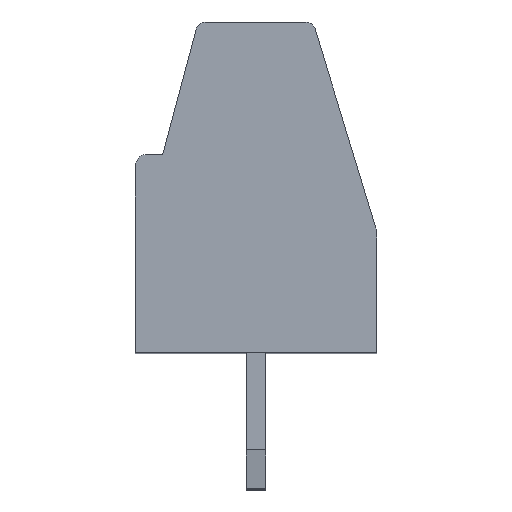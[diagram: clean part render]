
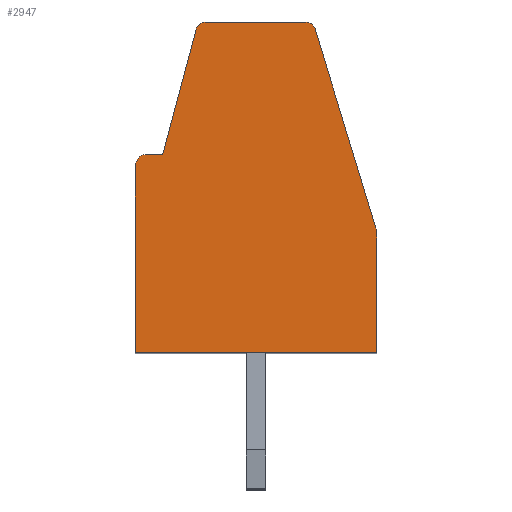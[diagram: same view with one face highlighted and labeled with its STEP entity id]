
A CAD part, top view. The second image highlights one B-rep face of the part: STEP entity #2947.
In plain terms, the highlighted planar face has unit normal (0, 0, 1).
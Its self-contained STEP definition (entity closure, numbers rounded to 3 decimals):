
#14=DIRECTION('',(0.,-1.,0.));
#15=VECTOR('',#14,3.075);
#16=CARTESIAN_POINT('',(3.1,3.075,19.28));
#17=LINE('',#16,#15);
#18=DIRECTION('',(0.,1.,0.));
#19=VECTOR('',#18,4.8);
#20=CARTESIAN_POINT('',(-3.1,0.,19.28));
#21=LINE('',#20,#19);
#22=CARTESIAN_POINT('',(-2.8,4.8,19.28));
#23=DIRECTION('',(0.,0.,-1.));
#24=DIRECTION('',(-1.,0.,0.));
#25=AXIS2_PLACEMENT_3D('',#22,#23,#24);
#27=DIRECTION('',(1.,0.,0.));
#28=VECTOR('',#27,0.4);
#29=CARTESIAN_POINT('',(-2.8,5.1,19.28));
#30=LINE('',#29,#28);
#31=DIRECTION('',(0.259,0.966,0.));
#32=VECTOR('',#31,3.328);
#33=CARTESIAN_POINT('',(-2.4,5.1,19.28));
#34=LINE('',#33,#32);
#35=CARTESIAN_POINT('',(-1.297,8.25,19.28));
#36=DIRECTION('',(0.,0.,-1.));
#37=DIRECTION('',(-0.966,0.259,0.));
#38=AXIS2_PLACEMENT_3D('',#35,#36,#37);
#40=CARTESIAN_POINT('',(1.279,8.25,19.28));
#41=DIRECTION('',(0.,0.,-1.));
#42=DIRECTION('',(-0.001,1.,0.));
#43=AXIS2_PLACEMENT_3D('',#40,#41,#42);
#45=DIRECTION('',(0.292,-0.956,0.));
#46=VECTOR('',#45,5.335);
#47=CARTESIAN_POINT('',(1.518,8.323,19.28));
#48=LINE('',#47,#46);
#49=CARTESIAN_POINT('',(2.6,3.075,19.28));
#50=DIRECTION('',(0.,0.,-1.));
#51=DIRECTION('',(0.956,0.292,0.));
#52=AXIS2_PLACEMENT_3D('',#49,#50,#51);
#80=DIRECTION('',(-1.,0.,0.));
#81=VECTOR('',#80,2.576);
#82=CARTESIAN_POINT('',(1.279,8.5,19.28));
#83=LINE('',#82,#81);
#396=DIRECTION('',(1.,0.,0.));
#397=VECTOR('',#396,6.2);
#398=CARTESIAN_POINT('',(-3.1,0.,19.28));
#399=LINE('',#398,#397);
#2234=CARTESIAN_POINT('',(3.1,3.075,19.28));
#2235=CARTESIAN_POINT('',(3.1,0.,19.28));
#2236=VERTEX_POINT('',#2234);
#2237=VERTEX_POINT('',#2235);
#2238=CARTESIAN_POINT('',(3.078,3.221,19.28));
#2239=VERTEX_POINT('',#2238);
#2240=CARTESIAN_POINT('',(1.518,8.323,19.28));
#2241=VERTEX_POINT('',#2240);
#2242=CARTESIAN_POINT('',(1.279,8.5,19.28));
#2243=VERTEX_POINT('',#2242);
#2244=CARTESIAN_POINT('',(-1.538,8.315,19.28));
#2245=CARTESIAN_POINT('',(-1.297,8.5,19.28));
#2246=VERTEX_POINT('',#2244);
#2247=VERTEX_POINT('',#2245);
#2248=CARTESIAN_POINT('',(-2.4,5.1,19.28));
#2249=VERTEX_POINT('',#2248);
#2250=CARTESIAN_POINT('',(-2.8,5.1,19.28));
#2251=VERTEX_POINT('',#2250);
#2252=CARTESIAN_POINT('',(-3.1,4.8,19.28));
#2253=VERTEX_POINT('',#2252);
#2254=CARTESIAN_POINT('',(-3.1,0.,19.28));
#2255=VERTEX_POINT('',#2254);
#2918=CARTESIAN_POINT('',(0.,0.,19.28));
#2919=DIRECTION('',(0.,0.,1.));
#2920=DIRECTION('',(1.,0.,0.));
#2921=AXIS2_PLACEMENT_3D('',#2918,#2919,#2920);
#2922=PLANE('',#2921);
#2924=ORIENTED_EDGE('',*,*,#2923,.T.);
#2926=ORIENTED_EDGE('',*,*,#2925,.F.);
#2928=ORIENTED_EDGE('',*,*,#2927,.T.);
#2930=ORIENTED_EDGE('',*,*,#2929,.T.);
#2932=ORIENTED_EDGE('',*,*,#2931,.T.);
#2934=ORIENTED_EDGE('',*,*,#2933,.T.);
#2936=ORIENTED_EDGE('',*,*,#2935,.T.);
#2938=ORIENTED_EDGE('',*,*,#2937,.F.);
#2940=ORIENTED_EDGE('',*,*,#2939,.T.);
#2942=ORIENTED_EDGE('',*,*,#2941,.T.);
#2944=ORIENTED_EDGE('',*,*,#2943,.T.);
#2945=EDGE_LOOP('',(#2924,#2926,#2928,#2930,#2932,#2934,#2936,#2938,#2940,#2942,
#2944));
#2946=FACE_OUTER_BOUND('',#2945,.F.);
#26=CIRCLE('',#25,0.3);
#39=CIRCLE('',#38,0.25);
#44=CIRCLE('',#43,0.25);
#53=CIRCLE('',#52,0.5);
#2923=EDGE_CURVE('',#2236,#2237,#17,.T.);
#2925=EDGE_CURVE('',#2255,#2237,#399,.T.);
#2927=EDGE_CURVE('',#2255,#2253,#21,.T.);
#2929=EDGE_CURVE('',#2253,#2251,#26,.T.);
#2931=EDGE_CURVE('',#2251,#2249,#30,.T.);
#2933=EDGE_CURVE('',#2249,#2246,#34,.T.);
#2935=EDGE_CURVE('',#2246,#2247,#39,.T.);
#2937=EDGE_CURVE('',#2243,#2247,#83,.T.);
#2939=EDGE_CURVE('',#2243,#2241,#44,.T.);
#2941=EDGE_CURVE('',#2241,#2239,#48,.T.);
#2943=EDGE_CURVE('',#2239,#2236,#53,.T.);
#2947=ADVANCED_FACE('',(#2946),#2922,.T.);
